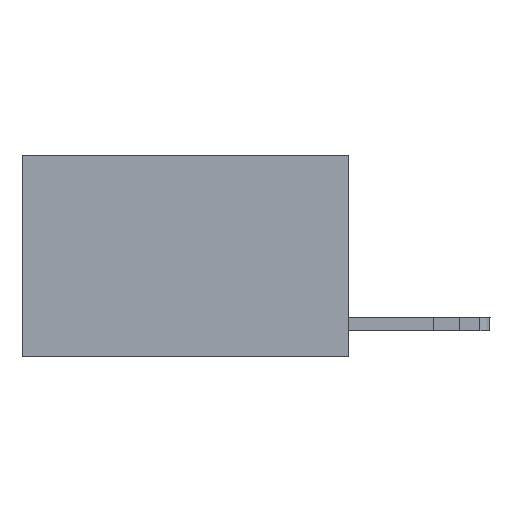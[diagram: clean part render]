
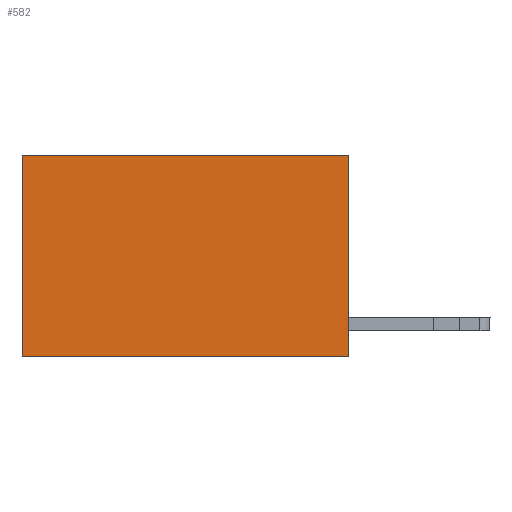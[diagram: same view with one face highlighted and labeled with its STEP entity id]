
A CAD part, left-side view. The second image highlights one B-rep face of the part: STEP entity #582.
In plain terms, the highlighted planar face has unit normal (-1, 0, 0).
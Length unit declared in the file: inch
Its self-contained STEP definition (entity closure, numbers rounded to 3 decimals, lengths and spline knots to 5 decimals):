
#582 = ADVANCED_FACE ( 'NONE', ( #5311 ), #3408, .F. ) ;
#775 = DIRECTION ( 'NONE',  ( 0., 1., 0. ) ) ;
#1038 = CARTESIAN_POINT ( 'NONE',  ( 0.2625, 0., -0.37 ) ) ;
#1754 = CARTESIAN_POINT ( 'NONE',  ( 0.2625, 0., 0. ) ) ;
#3033 = VECTOR ( 'NONE', #775, 39.37008 ) ;
#3408 = PLANE ( 'NONE',  #12339 ) ;
#4062 = EDGE_LOOP ( 'NONE', ( #20593, #12768, #22860, #23518 ) ) ;
#4122 = CARTESIAN_POINT ( 'NONE',  ( 0.2625, 0., 0. ) ) ;
#4759 = CARTESIAN_POINT ( 'NONE',  ( 0.2625, 0.6, -0.37 ) ) ;
#5311 = FACE_OUTER_BOUND ( 'NONE', #4062, .T. ) ;
#5533 = VECTOR ( 'NONE', #10400, 39.37008 ) ;
#6059 = LINE ( 'NONE', #15936, #5533 ) ;
#6469 = VERTEX_POINT ( 'NONE', #17468 ) ;
#7174 = LINE ( 'NONE', #1038, #14888 ) ;
#8460 = VERTEX_POINT ( 'NONE', #1754 ) ;
#10400 = DIRECTION ( 'NONE',  ( 0., 0., -1. ) ) ;
#12339 = AXIS2_PLACEMENT_3D ( 'NONE', #17394, #21087, #24872 ) ;
#12768 = ORIENTED_EDGE ( 'NONE', *, *, #13439, .F. ) ;
#13001 = VERTEX_POINT ( 'NONE', #4759 ) ;
#13348 = EDGE_CURVE ( 'NONE', #17450, #13001, #6059, .T. ) ;
#13439 = EDGE_CURVE ( 'NONE', #6469, #13001, #7174, .T. ) ;
#13769 = LINE ( 'NONE', #4122, #18548 ) ;
#14888 = VECTOR ( 'NONE', #22409, 39.37008 ) ;
#15936 = CARTESIAN_POINT ( 'NONE',  ( 0.2625, 0.6, 0. ) ) ;
#16281 = EDGE_CURVE ( 'NONE', #8460, #6469, #13769, .T. ) ;
#16408 = LINE ( 'NONE', #20733, #3033 ) ;
#17394 = CARTESIAN_POINT ( 'NONE',  ( 0.2625, 0., 0. ) ) ;
#17450 = VERTEX_POINT ( 'NONE', #20453 ) ;
#17468 = CARTESIAN_POINT ( 'NONE',  ( 0.2625, 0., -0.37 ) ) ;
#18548 = VECTOR ( 'NONE', #21812, 39.37008 ) ;
#20453 = CARTESIAN_POINT ( 'NONE',  ( 0.2625, 0.6, 0. ) ) ;
#20593 = ORIENTED_EDGE ( 'NONE', *, *, #13348, .T. ) ;
#20733 = CARTESIAN_POINT ( 'NONE',  ( 0.2625, 0., 0. ) ) ;
#21087 = DIRECTION ( 'NONE',  ( 1., 0., 0. ) ) ;
#21812 = DIRECTION ( 'NONE',  ( 0., 0., -1. ) ) ;
#22409 = DIRECTION ( 'NONE',  ( 0., 1., 0. ) ) ;
#22860 = ORIENTED_EDGE ( 'NONE', *, *, #16281, .F. ) ;
#23518 = ORIENTED_EDGE ( 'NONE', *, *, #23985, .T. ) ;
#23985 = EDGE_CURVE ( 'NONE', #8460, #17450, #16408, .T. ) ;
#24872 = DIRECTION ( 'NONE',  ( 0., 0., -1. ) ) ;
